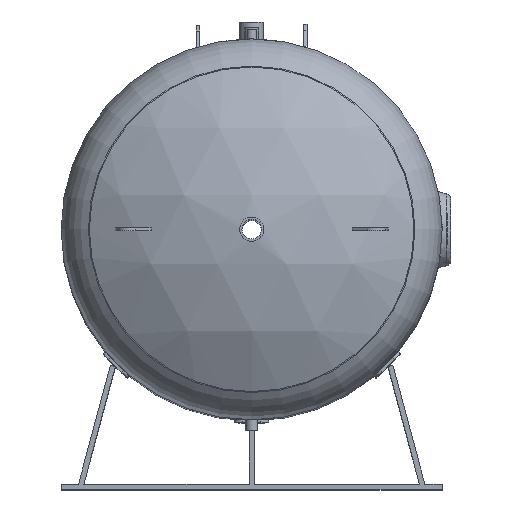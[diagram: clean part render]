
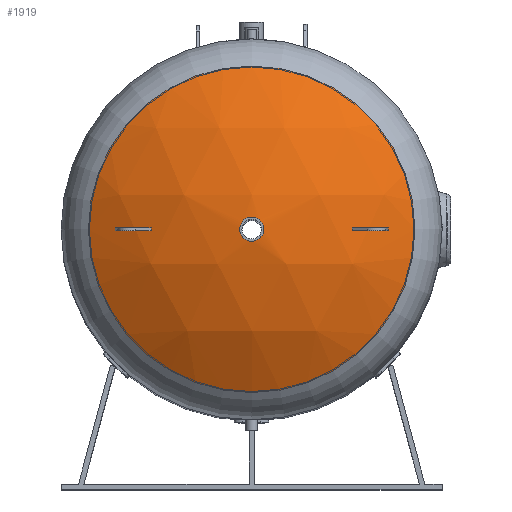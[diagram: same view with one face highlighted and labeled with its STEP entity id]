
A CAD part, top view. The second image highlights one B-rep face of the part: STEP entity #1919.
In plain terms, the highlighted spherical face has radius 880 mm.
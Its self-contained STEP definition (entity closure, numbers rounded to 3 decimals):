
#86=SPHERICAL_SURFACE('',#2096,880.);
#460=CIRCLE('',#2089,35.);
#464=CIRCLE('',#2097,471.331);
#543=FACE_BOUND('',#827,.T.);
#650=FACE_OUTER_BOUND('',#826,.T.);
#826=EDGE_LOOP('',(#1711));
#827=EDGE_LOOP('',(#1712));
#1052=VERTEX_POINT('',#5351);
#1056=VERTEX_POINT('',#5363);
#1274=EDGE_CURVE('',#1052,#1052,#460,.T.);
#1278=EDGE_CURVE('',#1056,#1056,#464,.T.);
#1711=ORIENTED_EDGE('',*,*,#1278,.F.);
#1712=ORIENTED_EDGE('',*,*,#1274,.T.);
#1919=ADVANCED_FACE('',(#650,#543),#86,.T.);
#2089=AXIS2_PLACEMENT_3D('',#5352,#2528,#2529);
#2096=AXIS2_PLACEMENT_3D('',#5362,#2542,#2543);
#2097=AXIS2_PLACEMENT_3D('',#5364,#2544,#2545);
#2528=DIRECTION('center_axis',(0.,-1.,0.));
#2529=DIRECTION('ref_axis',(-1.,0.,0.));
#2542=DIRECTION('center_axis',(0.,0.,1.));
#2543=DIRECTION('ref_axis',(1.,0.,0.));
#2544=DIRECTION('center_axis',(0.,-1.,0.));
#2545=DIRECTION('ref_axis',(1.,0.,0.));
#5351=CARTESIAN_POINT('',(35.,299.304,0.));
#5352=CARTESIAN_POINT('Origin',(0.,299.304,0.));
#5362=CARTESIAN_POINT('Origin',(0.,-580.,0.));
#5363=CARTESIAN_POINT('',(471.331,163.133,0.));
#5364=CARTESIAN_POINT('Origin',(0.,163.133,0.));
